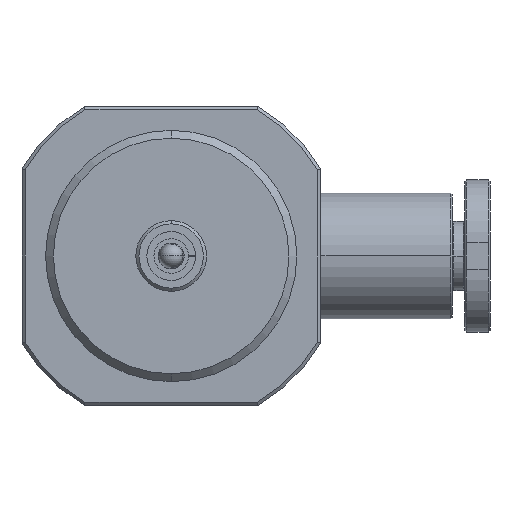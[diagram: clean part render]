
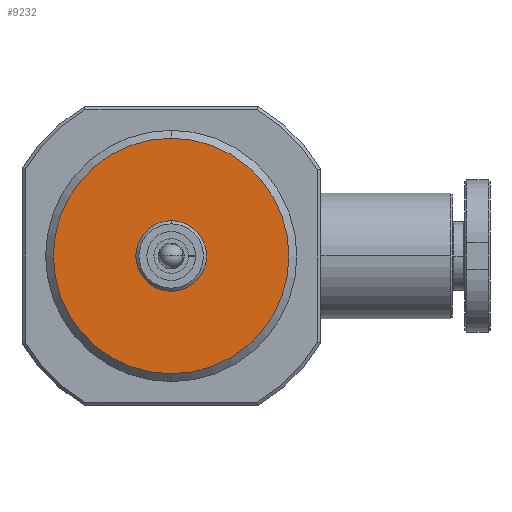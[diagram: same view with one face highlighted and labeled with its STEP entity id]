
A CAD part, front view. The second image highlights one B-rep face of the part: STEP entity #9232.
In plain terms, the highlighted planar face has unit normal (0, -1, 0).
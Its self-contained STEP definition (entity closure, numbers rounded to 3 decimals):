
#246 = AXIS2_PLACEMENT_3D ( 'NONE', #5007, #7204, #11497 ) ;
#327 = DIRECTION ( 'NONE',  ( 0., 0., -1. ) ) ;
#464 = FACE_BOUND ( 'NONE', #7427, .T. ) ;
#599 = DIRECTION ( 'NONE',  ( 0., -1., 0. ) ) ;
#603 = AXIS2_PLACEMENT_3D ( 'NONE', #7856, #2592, #327 ) ;
#815 = ORIENTED_EDGE ( 'NONE', *, *, #13186, .F. ) ;
#1139 = FACE_OUTER_BOUND ( 'NONE', #13593, .T. ) ;
#1319 = VERTEX_POINT ( 'NONE', #5827 ) ;
#1457 = CIRCLE ( 'NONE', #8374, 2.25 ) ;
#2359 = CIRCLE ( 'NONE', #6230, 7.5 ) ;
#2592 = DIRECTION ( 'NONE',  ( 0., -1., 0. ) ) ;
#2633 = CARTESIAN_POINT ( 'NONE',  ( 0., -25., 0. ) ) ;
#2919 = EDGE_CURVE ( 'Defeature ausgef�hrt4_142+Defeature ausgef�hrt4_145+Defeature ausgef�hrt4_145+Defeature ausgef�hrt4_145', #9915, #7633, #5123, .T. ) ;
#3945 = ORIENTED_EDGE ( 'NONE', *, *, #2919, .F. ) ;
#3973 = CARTESIAN_POINT ( 'NONE',  ( 0., -25., 0. ) ) ;
#4394 = DIRECTION ( 'NONE',  ( 0., -1., 0. ) ) ;
#5007 = CARTESIAN_POINT ( 'NONE',  ( 0., -25., 0. ) ) ;
#5016 = CARTESIAN_POINT ( 'NONE',  ( 0., -25., 2.25 ) ) ;
#5029 = DIRECTION ( 'NONE',  ( 0., 0., -1. ) ) ;
#5123 = CIRCLE ( 'NONE', #603, 2.25 ) ;
#5803 = DIRECTION ( 'NONE',  ( 0., 0., -1. ) ) ;
#5827 = CARTESIAN_POINT ( 'NONE',  ( 0., -25., -7.5 ) ) ;
#6230 = AXIS2_PLACEMENT_3D ( 'NONE', #6507, #4394, #9587 ) ;
#6507 = CARTESIAN_POINT ( 'NONE',  ( 0., -25., 0. ) ) ;
#7204 = DIRECTION ( 'NONE',  ( 0., -1., 0. ) ) ;
#7406 = CARTESIAN_POINT ( 'NONE',  ( 0., -25., -2.25 ) ) ;
#7427 = EDGE_LOOP ( 'NONE', ( #815, #3945 ) ) ;
#7633 = VERTEX_POINT ( 'NONE', #7406 ) ;
#7856 = CARTESIAN_POINT ( 'NONE',  ( 0., -25., 0. ) ) ;
#8081 = ORIENTED_EDGE ( 'NONE', *, *, #12951, .T. ) ;
#8123 = DIRECTION ( 'NONE',  ( 0., -1., 0. ) ) ;
#8374 = AXIS2_PLACEMENT_3D ( 'NONE', #2633, #599, #5803 ) ;
#9232 = ADVANCED_FACE ( 'Defeature ausgef�hrt4_145', ( #1139, #464 ), #11537, .T. ) ;
#9587 = DIRECTION ( 'NONE',  ( 0., 0., -1. ) ) ;
#9915 = VERTEX_POINT ( 'NONE', #5016 ) ;
#9953 = CIRCLE ( 'NONE', #12207, 7.5 ) ;
#10350 = EDGE_CURVE ( 'Defeature ausgef�hrt4_145+Defeature ausgef�hrt4_146+Defeature ausgef�hrt4_146+Defeature ausgef�hrt4_146', #1319, #12926, #9953, .T. ) ;
#10612 = CARTESIAN_POINT ( 'NONE',  ( 0., -25., 7.5 ) ) ;
#11497 = DIRECTION ( 'NONE',  ( 0., 0., -1. ) ) ;
#11537 = PLANE ( 'NONE',  #246 ) ;
#12207 = AXIS2_PLACEMENT_3D ( 'NONE', #3973, #8123, #5029 ) ;
#12926 = VERTEX_POINT ( 'NONE', #10612 ) ;
#12951 = EDGE_CURVE ( 'Defeature ausgef�hrt4_145+Defeature ausgef�hrt4_146+Defeature ausgef�hrt4_146+Defeature ausgef�hrt4_146', #12926, #1319, #2359, .T. ) ;
#13186 = EDGE_CURVE ( 'Defeature ausgef�hrt4_142+Defeature ausgef�hrt4_145+Defeature ausgef�hrt4_145+Defeature ausgef�hrt4_145', #7633, #9915, #1457, .T. ) ;
#13593 = EDGE_LOOP ( 'NONE', ( #8081, #13797 ) ) ;
#13797 = ORIENTED_EDGE ( 'NONE', *, *, #10350, .T. ) ;
